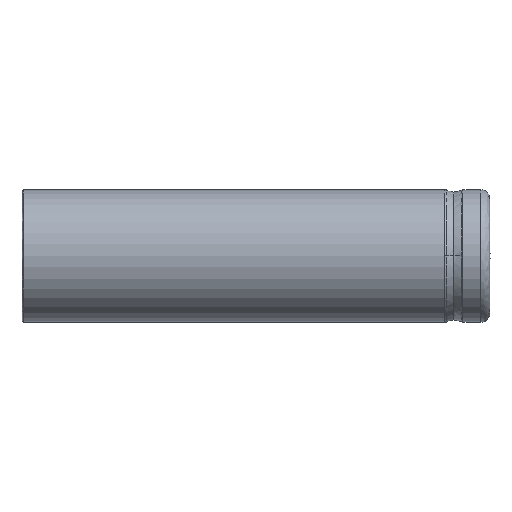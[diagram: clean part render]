
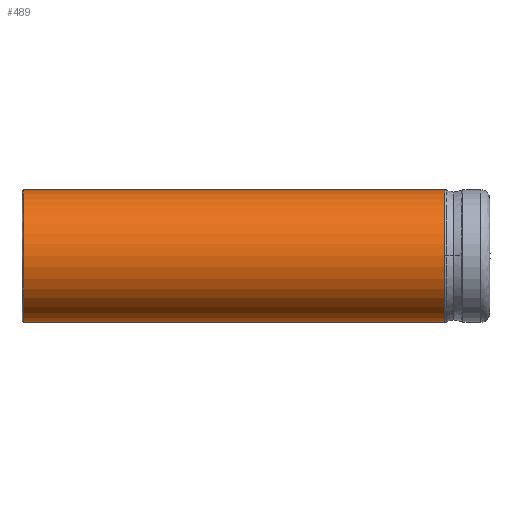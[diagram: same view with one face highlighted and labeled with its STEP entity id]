
A CAD part, top view. The second image highlights one B-rep face of the part: STEP entity #489.
In plain terms, the highlighted face is a revolution surface.
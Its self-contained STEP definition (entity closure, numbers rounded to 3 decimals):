
#489 = ADVANCED_FACE('',(#490),#504,.T.);
#490 = FACE_BOUND('',#491,.T.);
#491 = EDGE_LOOP('',(#492,#517,#533,#549,#564));
#492 = ORIENTED_EDGE('',*,*,#493,.F.);
#493 = EDGE_CURVE('',#494,#496,#498,.T.);
#494 = VERTEX_POINT('',#495);
#495 = CARTESIAN_POINT('',(58.73,9.2,0.));
#496 = VERTEX_POINT('',#497);
#497 = CARTESIAN_POINT('',(0.254,9.2,0.));
#498 = SURFACE_CURVE('',#499,(#503),.PCURVE_S1.);
#499 = LINE('',#500,#501);
#500 = CARTESIAN_POINT('',(58.73,9.2,0.));
#501 = VECTOR('',#502,1.);
#502 = DIRECTION('',(-1.,0.,0.));
#503 = PCURVE('',#504,#512);
#504 = SURFACE_OF_REVOLUTION('',#505,#509);
#505 = LINE('',#506,#507);
#506 = CARTESIAN_POINT('',(0.254,9.2,0.));
#507 = VECTOR('',#508,1.);
#508 = DIRECTION('',(1.,0.,0.));
#509 = AXIS1_PLACEMENT('',#510,#511);
#510 = CARTESIAN_POINT('',(65.,0.,0.));
#511 = DIRECTION('',(-1.,0.,0.));
#512 = DEFINITIONAL_REPRESENTATION('',(#513),#516);
#513 = B_SPLINE_CURVE_WITH_KNOTS('',1,(#514,#515),.UNSPECIFIED.,.F.,.F.,
  (2,2),(0.,58.476),.PIECEWISE_BEZIER_KNOTS.);
#514 = CARTESIAN_POINT('',(6.283,58.476));
#515 = CARTESIAN_POINT('',(6.283,0.));
#516 = ( GEOMETRIC_REPRESENTATION_CONTEXT(2) 
PARAMETRIC_REPRESENTATION_CONTEXT() REPRESENTATION_CONTEXT('2D SPACE',''
  ) );
#517 = ORIENTED_EDGE('',*,*,#518,.F.);
#518 = EDGE_CURVE('',#519,#494,#521,.T.);
#519 = VERTEX_POINT('',#520);
#520 = CARTESIAN_POINT('',(58.73,0.,9.2));
#521 = SURFACE_CURVE('',#522,(#527),.PCURVE_S1.);
#522 = CIRCLE('',#523,9.2);
#523 = AXIS2_PLACEMENT_3D('',#524,#525,#526);
#524 = CARTESIAN_POINT('',(58.73,0.,0.));
#525 = DIRECTION('',(-1.,0.,0.));
#526 = DIRECTION('',(0.,0.,1.));
#527 = PCURVE('',#504,#528);
#528 = DEFINITIONAL_REPRESENTATION('',(#529),#532);
#529 = B_SPLINE_CURVE_WITH_KNOTS('',1,(#530,#531),.UNSPECIFIED.,.F.,.F.,
  (2,2),(0.,1.571),.PIECEWISE_BEZIER_KNOTS.);
#530 = CARTESIAN_POINT('',(4.712,58.476));
#531 = CARTESIAN_POINT('',(6.283,58.476));
#532 = ( GEOMETRIC_REPRESENTATION_CONTEXT(2) 
PARAMETRIC_REPRESENTATION_CONTEXT() REPRESENTATION_CONTEXT('2D SPACE',''
  ) );
#533 = ORIENTED_EDGE('',*,*,#534,.F.);
#534 = EDGE_CURVE('',#535,#519,#537,.T.);
#535 = VERTEX_POINT('',#536);
#536 = CARTESIAN_POINT('',(58.73,-9.2,0.));
#537 = SURFACE_CURVE('',#538,(#543),.PCURVE_S1.);
#538 = CIRCLE('',#539,9.2);
#539 = AXIS2_PLACEMENT_3D('',#540,#541,#542);
#540 = CARTESIAN_POINT('',(58.73,0.,0.));
#541 = DIRECTION('',(-1.,0.,0.));
#542 = DIRECTION('',(0.,-1.,0.));
#543 = PCURVE('',#504,#544);
#544 = DEFINITIONAL_REPRESENTATION('',(#545),#548);
#545 = B_SPLINE_CURVE_WITH_KNOTS('',1,(#546,#547),.UNSPECIFIED.,.F.,.F.,
  (2,2),(0.,1.571),.PIECEWISE_BEZIER_KNOTS.);
#546 = CARTESIAN_POINT('',(3.142,58.476));
#547 = CARTESIAN_POINT('',(4.712,58.476));
#548 = ( GEOMETRIC_REPRESENTATION_CONTEXT(2) 
PARAMETRIC_REPRESENTATION_CONTEXT() REPRESENTATION_CONTEXT('2D SPACE',''
  ) );
#549 = ORIENTED_EDGE('',*,*,#550,.F.);
#550 = EDGE_CURVE('',#551,#535,#553,.T.);
#551 = VERTEX_POINT('',#552);
#552 = CARTESIAN_POINT('',(0.254,-9.2,0.));
#553 = SURFACE_CURVE('',#554,(#558),.PCURVE_S1.);
#554 = LINE('',#555,#556);
#555 = CARTESIAN_POINT('',(0.254,-9.2,0.));
#556 = VECTOR('',#557,1.);
#557 = DIRECTION('',(1.,0.,0.));
#558 = PCURVE('',#504,#559);
#559 = DEFINITIONAL_REPRESENTATION('',(#560),#563);
#560 = B_SPLINE_CURVE_WITH_KNOTS('',1,(#561,#562),.UNSPECIFIED.,.F.,.F.,
  (2,2),(0.,58.476),.PIECEWISE_BEZIER_KNOTS.);
#561 = CARTESIAN_POINT('',(3.142,0.));
#562 = CARTESIAN_POINT('',(3.142,58.476));
#563 = ( GEOMETRIC_REPRESENTATION_CONTEXT(2) 
PARAMETRIC_REPRESENTATION_CONTEXT() REPRESENTATION_CONTEXT('2D SPACE',''
  ) );
#564 = ORIENTED_EDGE('',*,*,#565,.F.);
#565 = EDGE_CURVE('',#496,#551,#566,.T.);
#566 = SURFACE_CURVE('',#567,(#572),.PCURVE_S1.);
#567 = CIRCLE('',#568,9.2);
#568 = AXIS2_PLACEMENT_3D('',#569,#570,#571);
#569 = CARTESIAN_POINT('',(0.254,0.,
    0.));
#570 = DIRECTION('',(1.,0.,0.));
#571 = DIRECTION('',(0.,1.,0.));
#572 = PCURVE('',#504,#573);
#573 = DEFINITIONAL_REPRESENTATION('',(#574),#577);
#574 = B_SPLINE_CURVE_WITH_KNOTS('',1,(#575,#576),.UNSPECIFIED.,.F.,.F.,
  (2,2),(0.,3.142),.PIECEWISE_BEZIER_KNOTS.);
#575 = CARTESIAN_POINT('',(6.283,0.));
#576 = CARTESIAN_POINT('',(3.142,0.));
#577 = ( GEOMETRIC_REPRESENTATION_CONTEXT(2) 
PARAMETRIC_REPRESENTATION_CONTEXT() REPRESENTATION_CONTEXT('2D SPACE',''
  ) );
